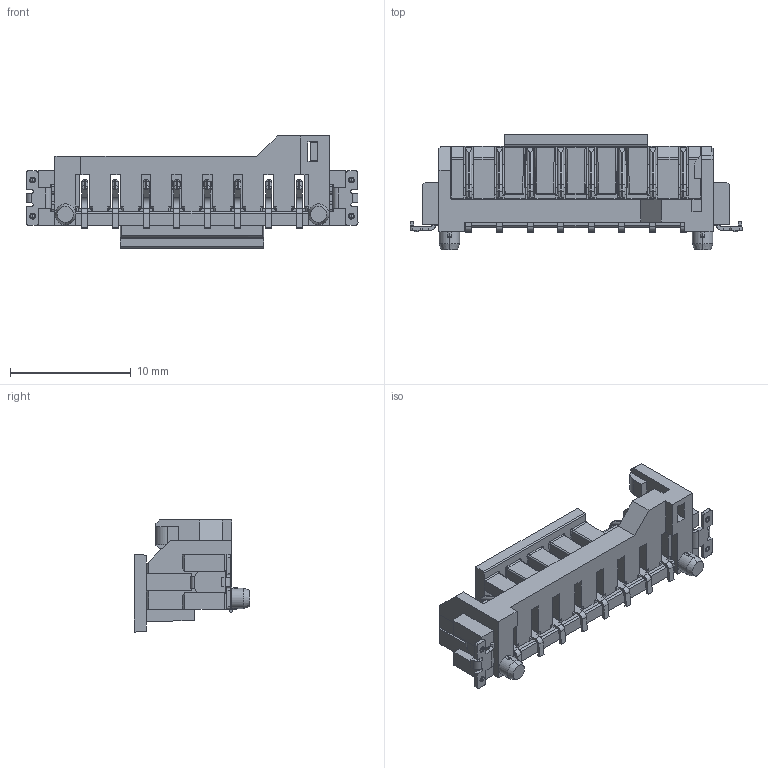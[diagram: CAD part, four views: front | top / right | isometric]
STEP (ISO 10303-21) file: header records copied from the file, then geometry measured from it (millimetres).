
FILE_DESCRIPTION (( 'STEP AP203' ), '1' );
FILE_NAME ('299-008-299-198.STEP', '2022-12-21T11:19:07', ( '' ), ( '' ), 'SwSTEP 2.0', 'SolidWorks 2020', '' );
FILE_SCHEMA (( 'CONFIG_CONTROL_DESIGN' ));
Length unit declared in the file: millimetre
Products named in the file (5): 299-230-001; 299-008-299-198; 299-292-299; 299-292-409; 299-210-008_20POS_with stabiliser
Assembly tree (12 placements, depth 2):
  299-008-299-198
    299-292-299  x8
    299-210-008_20POS_with stabiliser
    299-292-409  x2
    299-230-001
Bounding box: 27.52 x 9.6 x 9.29 mm (x, y, z)
Volume: 680.1 mm3; surface area: 1653.6 mm2
Topology: 12 solids, 12 shells, 1470 faces, 3917 edges, 2460 vertices
Faces by surface type: plane 891, cylinder 390, torus 66, bspline 63, sphere 50, cone 10
Entity records: 27860 total; most frequent: CARTESIAN_POINT 5883, ORIENTED_EDGE 4638, DIRECTION 4144, EDGE_CURVE 2319, LINE 1770, VECTOR 1770, VERTEX_POINT 1480, AXIS2_PLACEMENT_3D 1187
